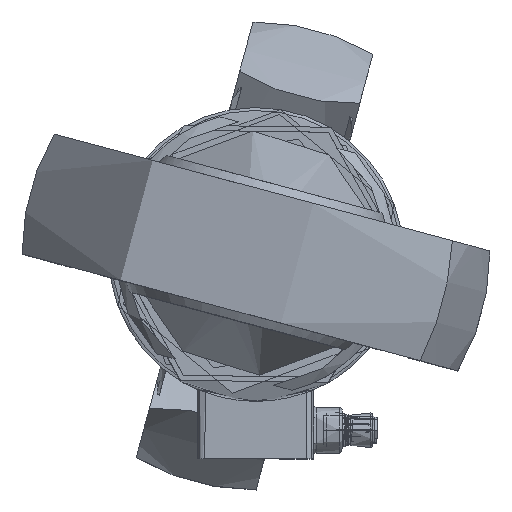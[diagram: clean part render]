
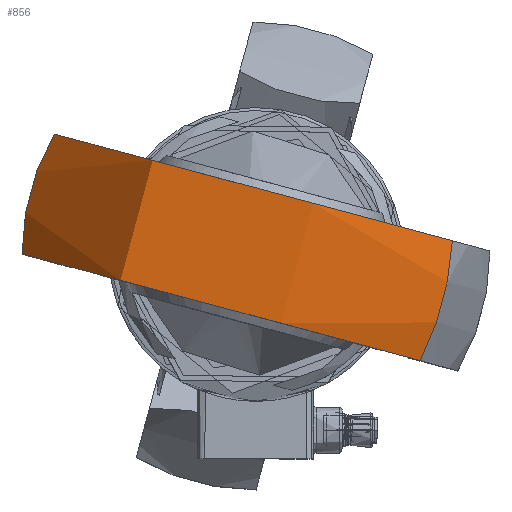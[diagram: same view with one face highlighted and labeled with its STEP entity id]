
A CAD part, top view. The second image highlights one B-rep face of the part: STEP entity #856.
In plain terms, the highlighted spherical face has radius 84 mm.
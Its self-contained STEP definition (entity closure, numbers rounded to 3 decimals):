
#856=ADVANCED_FACE('0:50',(#1781),#1782,.T.);
#1781=FACE_OUTER_BOUND('',#2892,.T.);
#1782=SPHERICAL_SURFACE('',#2893,84.0);
#2892=EDGE_LOOP('',(#4467,#4468,#4469,#4470));
#2893=AXIS2_PLACEMENT_3D('',#4471,#4472,#4473);
#4467=ORIENTED_EDGE('',*,*,#7047,.T.);
#4468=ORIENTED_EDGE('',*,*,#7048,.T.);
#4469=ORIENTED_EDGE('',*,*,#7049,.T.);
#4470=ORIENTED_EDGE('',*,*,#6792,.T.);
#4471=CARTESIAN_POINT('',(24.5,0.0,0.));
#4472=DIRECTION('',(1.0,0.,0.));
#4473=DIRECTION('',(0.,-0.605,0.796));
#6792=EDGE_CURVE('0:263',#8024,#8022,#8025,.T.);
#7047=EDGE_CURVE('',#8022,#8454,#8455,.T.);
#7048=EDGE_CURVE('',#8454,#8456,#8457,.T.);
#7049=EDGE_CURVE('0:464',#8456,#8024,#8458,.T.);
#8022=VERTEX_POINT('',#9766);
#8024=VERTEX_POINT('',#9768);
#8025=CIRCLE('',#9769,81.202);
#8454=VERTEX_POINT('',#10364);
#8455=CIRCLE('',#10365,84.0);
#8456=VERTEX_POINT('',#10366);
#8457=CIRCLE('',#10367,81.202);
#8458=CIRCLE('',#10368,81.);
#9766=CARTESIAN_POINT('',(46.,49.132,-64.652));
#9768=CARTESIAN_POINT('',(46.,22.249,78.094));
#9769=AXIS2_PLACEMENT_3D('',#12214,#12215,#12216);
#10364=CARTESIAN_POINT('',(3.,49.132,-64.652));
#10365=AXIS2_PLACEMENT_3D('',#12648,#12649,#12650);
#10366=CARTESIAN_POINT('',(3.,22.249,78.094));
#10367=AXIS2_PLACEMENT_3D('',#12651,#12652,#12653);
#10368=AXIS2_PLACEMENT_3D('',#12654,#12655,#12656);
#12214=CARTESIAN_POINT('',(46.,0.0,0.0));
#12215=DIRECTION('',(-1.0,-0.0,-0.0));
#12216=DIRECTION('',(0.0,0.0,-1.0));
#12648=CARTESIAN_POINT('',(24.5,0.,0.));
#12649=DIRECTION('',(0.,0.796,0.605));
#12650=DIRECTION('',(0.,0.605,-0.796));
#12651=CARTESIAN_POINT('',(3.,0.0,0.0));
#12652=DIRECTION('',(1.0,-0.0,0.0));
#12653=DIRECTION('',(0.0,0.0,-1.0));
#12654=CARTESIAN_POINT('',(24.5,22.249,0.0));
#12655=DIRECTION('',(0.0,1.0,0.0));
#12656=DIRECTION('',(0.0,0.0,-1.0));
